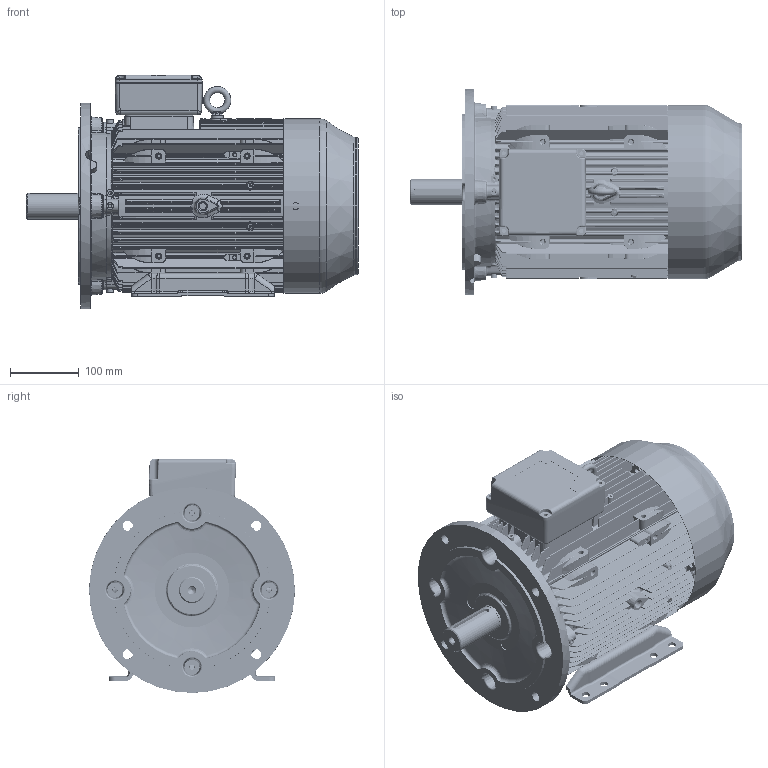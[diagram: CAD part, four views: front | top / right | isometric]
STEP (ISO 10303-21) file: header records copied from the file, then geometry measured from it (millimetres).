
FILE_DESCRIPTION( ( 'Unknown' ), '1' );
FILE_NAME( 'WP-DA132SX B35.stp', 'Unknown', ( 'Unknown' ), ( 'Unknown' ), 'PSStep 17.0.49', 'Unknown', ' ' );
FILE_SCHEMA( ( 'AUTOMOTIVE_DESIGN { 1 0 10303 214 1 1 1 1 }' ) );
Length unit declared in the file: millimetre
Products named in the file (2): 1; 2
Bounding box: 484.5 x 300 x 341.05 mm (x, y, z)
Volume: 3629214.5 mm3; surface area: 1619182.9 mm2
Topology: 2 solids, 8 shells, 4692 faces, 11668 edges, 6968 vertices
Faces by surface type: cylinder 1503, bspline 1349, plane 898, cone 426, sphere 260, torus 256
Full cylindrical faces by diameter (mm): 3.17 x4, 5 x8, 5.5 x5, 5.8 x4, 6.2 x11, 6.5 x6, 7 x4, 8.2 x8, 8.35 x8, 9 x4, 10 x9, 10.106 x2, 10.25 x4, 11 x8, 11.9 x8, 14.5 x4, 16 x3, 17 x1, 38 x1, 39 x1, 39.5 x1, 40 x1, 52 x1, 80 x1, 198 x1, 200 x1, 202.984 x1, 209 x3, 252.8 x1, 254.8 x1
Entity records: 337451 total; most frequent: CARTESIAN_POINT 201057, ORIENTED_EDGE 22144, DIRECTION 18678, EDGE_CURVE 11072, AXIS2_PLACEMENT_3D 7899, VERTEX_POINT 6770, EDGE_LOOP 5124, FACE_OUTER_BOUND 4819
